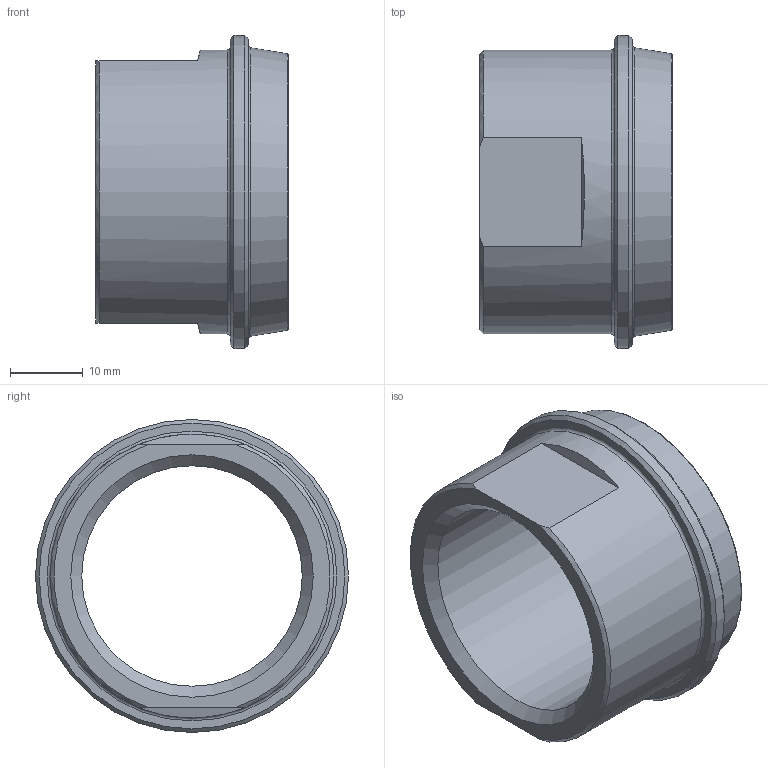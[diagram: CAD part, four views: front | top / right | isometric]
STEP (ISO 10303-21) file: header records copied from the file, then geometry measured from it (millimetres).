
FILE_DESCRIPTION(/* description */ (''),/* implementation_level */ '2;1');
FILE_NAME(/* name */ '3D_R134-E-DN25-DN25_171011020.stp',/* time_stamp */ '2021-06-16T09:23:48+02:00',/* author */ ('cad'),/* organization */ (''),/* preprocessor_version */ 'ST-DEVELOPER v18.1',/* originating_system */ 'Autodesk Inventor 2022',/* authorisation */ '');
FILE_SCHEMA (('AUTOMOTIVE_DESIGN { 1 0 10303 214 3 1 1 }'));
Length unit declared in the file: millimetre
Products named in the file (1): 3D_R134-E-DN25-DN25_171011020
Bounding box: 26.5 x 43 x 43 mm (x, y, z)
Volume: 12555.1 mm3; surface area: 6880.7 mm2
Topology: 1 solids, 1 shells, 21 faces, 50 edges, 33 vertices
Faces by surface type: plane 8, cone 7, torus 3, cylinder 3
Full cylindrical faces by diameter (mm): 30.291 x1, 39 x1, 43 x1
Entity records: 667 total; most frequent: DIRECTION 120, CARTESIAN_POINT 113, ORIENTED_EDGE 100, AXIS2_PLACEMENT_3D 52, EDGE_CURVE 50, VERTEX_POINT 33, CIRCLE 28, EDGE_LOOP 25
